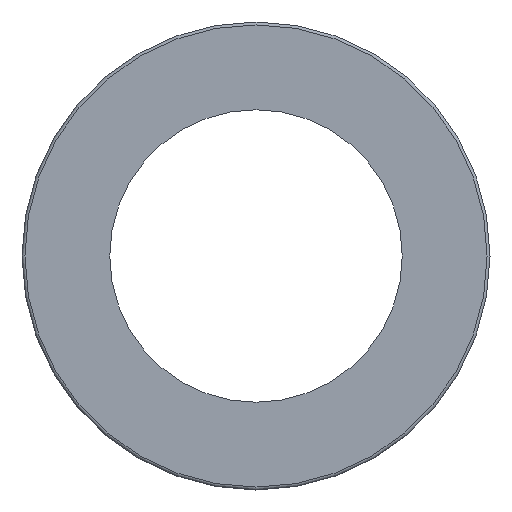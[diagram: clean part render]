
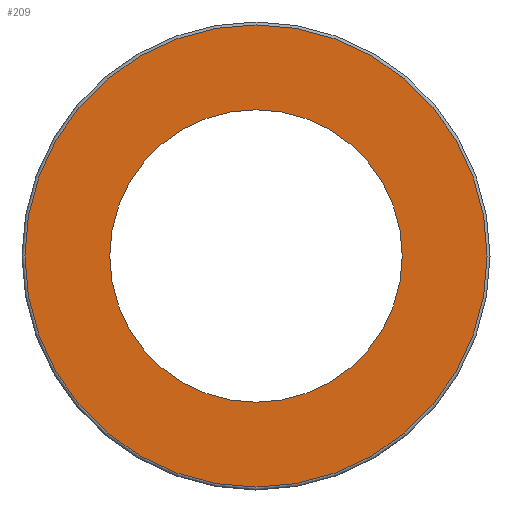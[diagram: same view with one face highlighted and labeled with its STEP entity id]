
A CAD part, left-side view. The second image highlights one B-rep face of the part: STEP entity #209.
In plain terms, the highlighted planar face has unit normal (-1, 0, 0).
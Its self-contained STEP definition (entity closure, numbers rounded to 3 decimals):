
#7 = AXIS2_PLACEMENT_3D ( 'NONE', #366, #347, #346 ) ;
#10 = AXIS2_PLACEMENT_3D ( 'NONE', #314, #237, #353 ) ;
#16 = EDGE_CURVE ( 'NONE', #269, #269, #134, .T. ) ;
#21 = EDGE_CURVE ( 'NONE', #262, #262, #181, .T. ) ;
#33 = AXIS2_PLACEMENT_3D ( 'NONE', #330, #327, #326 ) ;
#124 = FACE_BOUND ( 'NONE', #160, .T. ) ;
#128 = FACE_OUTER_BOUND ( 'NONE', #170, .T. ) ;
#134 = CIRCLE ( 'NONE', #10, 19.75 ) ;
#141 = ORIENTED_EDGE ( 'NONE', *, *, #16, .T. ) ;
#147 = ORIENTED_EDGE ( 'NONE', *, *, #21, .F. ) ;
#160 = EDGE_LOOP ( 'NONE', ( #147 ) ) ;
#170 = EDGE_LOOP ( 'NONE', ( #141 ) ) ;
#181 = CIRCLE ( 'NONE', #7, 12.5 ) ;
#209 = ADVANCED_FACE ( 'NONE', ( #128, #124 ), #329, .F. ) ;
#237 = DIRECTION ( 'NONE',  ( -1., 0., 0. ) ) ;
#261 = CARTESIAN_POINT ( 'NONE',  ( -29.5, 0., 12.5 ) ) ;
#262 = VERTEX_POINT ( 'NONE', #261 ) ;
#268 = CARTESIAN_POINT ( 'NONE',  ( -29.5, 0., -19.75 ) ) ;
#269 = VERTEX_POINT ( 'NONE', #268 ) ;
#314 = CARTESIAN_POINT ( 'NONE',  ( -29.5, 0., 0. ) ) ;
#326 = DIRECTION ( 'NONE',  ( 0., 0., -1. ) ) ;
#327 = DIRECTION ( 'NONE',  ( 1., 0., 0. ) ) ;
#329 = PLANE ( 'NONE',  #33 ) ;
#330 = CARTESIAN_POINT ( 'NONE',  ( -29.5, 12.5, 0. ) ) ;
#346 = DIRECTION ( 'NONE',  ( 0., 0., 1. ) ) ;
#347 = DIRECTION ( 'NONE',  ( -1., 0., 0. ) ) ;
#353 = DIRECTION ( 'NONE',  ( 0., 0., -1. ) ) ;
#366 = CARTESIAN_POINT ( 'NONE',  ( -29.5, 0., 0. ) ) ;
